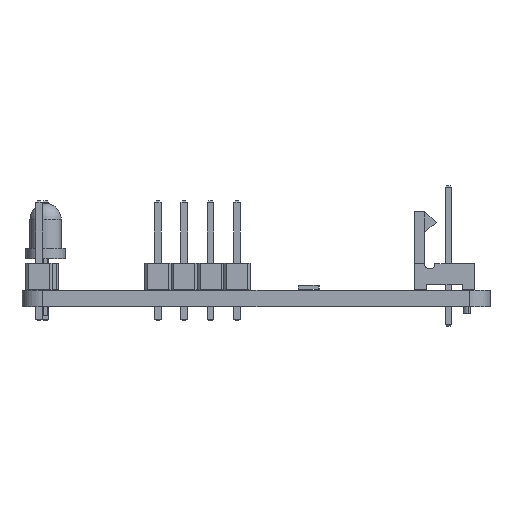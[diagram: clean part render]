
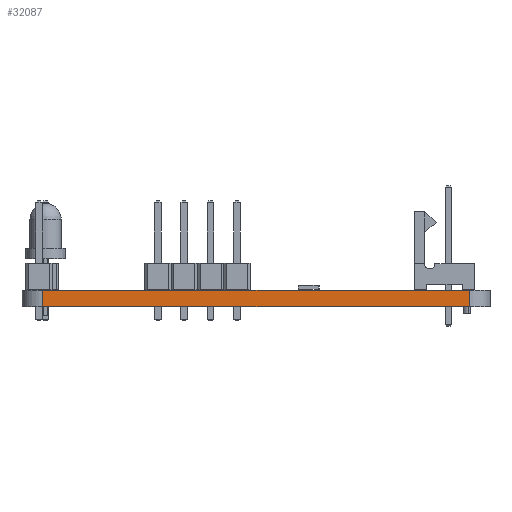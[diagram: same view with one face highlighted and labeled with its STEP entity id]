
A CAD part, left-side view. The second image highlights one B-rep face of the part: STEP entity #32087.
In plain terms, the highlighted planar face has unit normal (-1, 0, 0).
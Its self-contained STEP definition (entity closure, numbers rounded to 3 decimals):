
#25140 = CYLINDRICAL_SURFACE('',#25141,2.);
#25141 = AXIS2_PLACEMENT_3D('',#25142,#25143,#25144);
#25142 = CARTESIAN_POINT('',(-33.,-2.,0.));
#25143 = DIRECTION('',(0.,0.,-1.));
#25144 = DIRECTION('',(1.,0.,0.));
#25168 = PLANE('',#25169);
#25169 = AXIS2_PLACEMENT_3D('',#25170,#25171,#25172);
#25170 = CARTESIAN_POINT('',(0.,18.5,1.6));
#25171 = DIRECTION('',(0.,0.,1.));
#25172 = DIRECTION('',(1.,0.,0.));
#25222 = PLANE('',#25223);
#25223 = AXIS2_PLACEMENT_3D('',#25224,#25225,#25226);
#25224 = CARTESIAN_POINT('',(0.,18.5,0.));
#25225 = DIRECTION('',(0.,0.,1.));
#25226 = DIRECTION('',(1.,0.,0.));
#25237 = EDGE_CURVE('',#25238,#25240,#25242,.T.);
#25238 = VERTEX_POINT('',#25239);
#25239 = CARTESIAN_POINT('',(-35.,-2.,0.));
#25240 = VERTEX_POINT('',#25241);
#25241 = CARTESIAN_POINT('',(-35.,-2.,1.6));
#25242 = SURFACE_CURVE('',#25243,(#25247,#25254),.PCURVE_S1.);
#25243 = LINE('',#25244,#25245);
#25244 = CARTESIAN_POINT('',(-35.,-2.,0.));
#25245 = VECTOR('',#25246,1.);
#25246 = DIRECTION('',(0.,0.,1.));
#25247 = PCURVE('',#25140,#25248);
#25248 = DEFINITIONAL_REPRESENTATION('',(#25249),#25253);
#25249 = LINE('',#25250,#25251);
#25250 = CARTESIAN_POINT('',(-3.142,0.));
#25251 = VECTOR('',#25252,1.);
#25252 = DIRECTION('',(0.,-1.));
#25253 = ( GEOMETRIC_REPRESENTATION_CONTEXT(2) 
PARAMETRIC_REPRESENTATION_CONTEXT() REPRESENTATION_CONTEXT('2D SPACE',''
  ) );
#25254 = PCURVE('',#25255,#25260);
#25255 = PLANE('',#25256);
#25256 = AXIS2_PLACEMENT_3D('',#25257,#25258,#25259);
#25257 = CARTESIAN_POINT('',(-35.,39.,0.));
#25258 = DIRECTION('',(1.,0.,0.));
#25259 = DIRECTION('',(0.,-1.,0.));
#25260 = DEFINITIONAL_REPRESENTATION('',(#25261),#25265);
#25261 = LINE('',#25262,#25263);
#25262 = CARTESIAN_POINT('',(41.,0.));
#25263 = VECTOR('',#25264,1.);
#25264 = DIRECTION('',(0.,-1.));
#25265 = ( GEOMETRIC_REPRESENTATION_CONTEXT(2) 
PARAMETRIC_REPRESENTATION_CONTEXT() REPRESENTATION_CONTEXT('2D SPACE',''
  ) );
#25476 = VERTEX_POINT('',#25477);
#25477 = CARTESIAN_POINT('',(-35.,39.,0.));
#25492 = CYLINDRICAL_SURFACE('',#25493,2.);
#25493 = AXIS2_PLACEMENT_3D('',#25494,#25495,#25496);
#25494 = CARTESIAN_POINT('',(-33.,39.,0.));
#25495 = DIRECTION('',(0.,0.,-1.));
#25496 = DIRECTION('',(1.,0.,0.));
#25504 = EDGE_CURVE('',#25476,#25238,#25505,.T.);
#25505 = SURFACE_CURVE('',#25506,(#25510,#25517),.PCURVE_S1.);
#25506 = LINE('',#25507,#25508);
#25507 = CARTESIAN_POINT('',(-35.,39.,0.));
#25508 = VECTOR('',#25509,1.);
#25509 = DIRECTION('',(0.,-1.,0.));
#25510 = PCURVE('',#25222,#25511);
#25511 = DEFINITIONAL_REPRESENTATION('',(#25512),#25516);
#25512 = LINE('',#25513,#25514);
#25513 = CARTESIAN_POINT('',(-35.,20.5));
#25514 = VECTOR('',#25515,1.);
#25515 = DIRECTION('',(0.,-1.));
#25516 = ( GEOMETRIC_REPRESENTATION_CONTEXT(2) 
PARAMETRIC_REPRESENTATION_CONTEXT() REPRESENTATION_CONTEXT('2D SPACE',''
  ) );
#25517 = PCURVE('',#25255,#25518);
#25518 = DEFINITIONAL_REPRESENTATION('',(#25519),#25523);
#25519 = LINE('',#25520,#25521);
#25520 = CARTESIAN_POINT('',(0.,0.));
#25521 = VECTOR('',#25522,1.);
#25522 = DIRECTION('',(1.,0.));
#25523 = ( GEOMETRIC_REPRESENTATION_CONTEXT(2) 
PARAMETRIC_REPRESENTATION_CONTEXT() REPRESENTATION_CONTEXT('2D SPACE',''
  ) );
#29105 = VERTEX_POINT('',#29106);
#29106 = CARTESIAN_POINT('',(-35.,39.,1.6));
#29128 = EDGE_CURVE('',#29105,#25240,#29129,.T.);
#29129 = SURFACE_CURVE('',#29130,(#29134,#29141),.PCURVE_S1.);
#29130 = LINE('',#29131,#29132);
#29131 = CARTESIAN_POINT('',(-35.,39.,1.6));
#29132 = VECTOR('',#29133,1.);
#29133 = DIRECTION('',(0.,-1.,0.));
#29134 = PCURVE('',#25168,#29135);
#29135 = DEFINITIONAL_REPRESENTATION('',(#29136),#29140);
#29136 = LINE('',#29137,#29138);
#29137 = CARTESIAN_POINT('',(-35.,20.5));
#29138 = VECTOR('',#29139,1.);
#29139 = DIRECTION('',(0.,-1.));
#29140 = ( GEOMETRIC_REPRESENTATION_CONTEXT(2) 
PARAMETRIC_REPRESENTATION_CONTEXT() REPRESENTATION_CONTEXT('2D SPACE',''
  ) );
#29141 = PCURVE('',#25255,#29142);
#29142 = DEFINITIONAL_REPRESENTATION('',(#29143),#29147);
#29143 = LINE('',#29144,#29145);
#29144 = CARTESIAN_POINT('',(0.,-1.6));
#29145 = VECTOR('',#29146,1.);
#29146 = DIRECTION('',(1.,0.));
#29147 = ( GEOMETRIC_REPRESENTATION_CONTEXT(2) 
PARAMETRIC_REPRESENTATION_CONTEXT() REPRESENTATION_CONTEXT('2D SPACE',''
  ) );
#32087 = ADVANCED_FACE('',(#32088),#25255,.F.);
#32088 = FACE_BOUND('',#32089,.F.);
#32089 = EDGE_LOOP('',(#32090,#32111,#32112,#32113));
#32090 = ORIENTED_EDGE('',*,*,#32091,.T.);
#32091 = EDGE_CURVE('',#25476,#29105,#32092,.T.);
#32092 = SURFACE_CURVE('',#32093,(#32097,#32104),.PCURVE_S1.);
#32093 = LINE('',#32094,#32095);
#32094 = CARTESIAN_POINT('',(-35.,39.,0.));
#32095 = VECTOR('',#32096,1.);
#32096 = DIRECTION('',(0.,0.,1.));
#32097 = PCURVE('',#25255,#32098);
#32098 = DEFINITIONAL_REPRESENTATION('',(#32099),#32103);
#32099 = LINE('',#32100,#32101);
#32100 = CARTESIAN_POINT('',(0.,0.));
#32101 = VECTOR('',#32102,1.);
#32102 = DIRECTION('',(0.,-1.));
#32103 = ( GEOMETRIC_REPRESENTATION_CONTEXT(2) 
PARAMETRIC_REPRESENTATION_CONTEXT() REPRESENTATION_CONTEXT('2D SPACE',''
  ) );
#32104 = PCURVE('',#25492,#32105);
#32105 = DEFINITIONAL_REPRESENTATION('',(#32106),#32110);
#32106 = LINE('',#32107,#32108);
#32107 = CARTESIAN_POINT('',(-3.142,0.));
#32108 = VECTOR('',#32109,1.);
#32109 = DIRECTION('',(0.,-1.));
#32110 = ( GEOMETRIC_REPRESENTATION_CONTEXT(2) 
PARAMETRIC_REPRESENTATION_CONTEXT() REPRESENTATION_CONTEXT('2D SPACE',''
  ) );
#32111 = ORIENTED_EDGE('',*,*,#29128,.T.);
#32112 = ORIENTED_EDGE('',*,*,#25237,.F.);
#32113 = ORIENTED_EDGE('',*,*,#25504,.F.);
